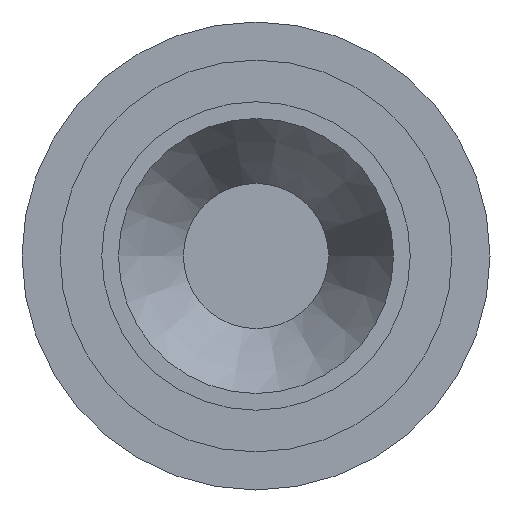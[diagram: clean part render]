
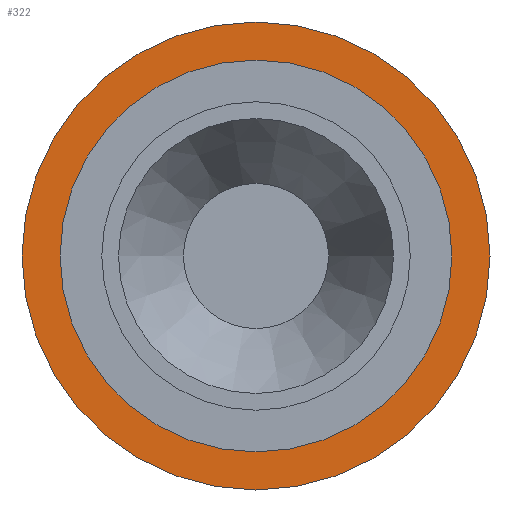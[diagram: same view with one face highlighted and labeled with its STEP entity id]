
A CAD part, left-side view. The second image highlights one B-rep face of the part: STEP entity #322.
In plain terms, the highlighted planar face has unit normal (-1, 0, 0).
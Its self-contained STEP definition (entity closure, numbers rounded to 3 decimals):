
#293=FACE_BOUND('',#362,.T.);
#294=FACE_BOUND('',#363,.T.);
#322=ADVANCED_FACE('',(#293,#294),#334,.T.);
#334=PLANE('',#504);
#362=EDGE_LOOP('',(#402));
#363=EDGE_LOOP('',(#403));
#402=ORIENTED_EDGE('',*,*,#450,.F.);
#403=ORIENTED_EDGE('',*,*,#451,.T.);
#430=VERTEX_POINT('',#628);
#431=VERTEX_POINT('',#631);
#450=EDGE_CURVE('',#430,#430,#470,.T.);
#451=EDGE_CURVE('',#431,#431,#471,.T.);
#470=CIRCLE('',#501,5.4);
#471=CIRCLE('',#503,6.45);
#501=AXIS2_PLACEMENT_3D('',#627,#564,#565);
#503=AXIS2_PLACEMENT_3D('',#630,#568,#569);
#504=AXIS2_PLACEMENT_3D('',#632,#570,#571);
#564=DIRECTION('',(-1.,0.,0.));
#565=DIRECTION('',(0.,1.,0.));
#568=DIRECTION('',(-1.,0.,0.));
#569=DIRECTION('',(0.,1.,0.));
#570=DIRECTION('',(-1.,0.,0.));
#571=DIRECTION('',(0.,1.,0.));
#627=CARTESIAN_POINT('',(18.,0.,0.));
#628=CARTESIAN_POINT('',(18.,5.4,0.));
#630=CARTESIAN_POINT('',(18.,0.,0.));
#631=CARTESIAN_POINT('',(18.,6.45,0.));
#632=CARTESIAN_POINT('',(18.,-7.095,7.095));
